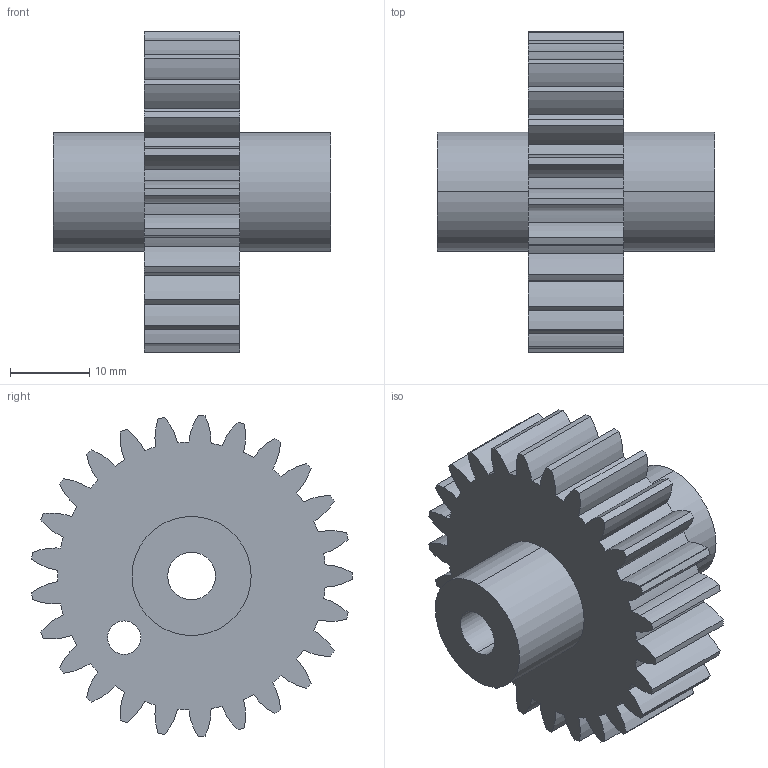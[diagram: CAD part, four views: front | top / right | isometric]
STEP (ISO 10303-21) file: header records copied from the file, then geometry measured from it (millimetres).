
FILE_DESCRIPTION (( 'STEP AP203' ), '1' );
FILE_NAME ('spur gear_am1.STEP', '2022-01-24T15:47:37', ( '' ), ( '' ), 'SwSTEP 2.0', 'SolidWorks 2020', '' );
FILE_SCHEMA (( 'CONFIG_CONTROL_DESIGN' ));
Length unit declared in the file: millimetre
Products named in the file (1): spur gear_am1
Bounding box: 35 x 40.39 x 40.46 mm (x, y, z)
Volume: 15803.1 mm3; surface area: 6812.1 mm2
Topology: 1 solids, 1 shells, 116 faces, 336 edges, 224 vertices
Faces by surface type: cylinder 112, plane 4
Entity records: 4049 total; most frequent: DIRECTION 794, CARTESIAN_POINT 677, ORIENTED_EDGE 672, AXIS2_PLACEMENT_3D 341, EDGE_CURVE 336, CIRCLE 224, VERTEX_POINT 224, EDGE_LOOP 122
